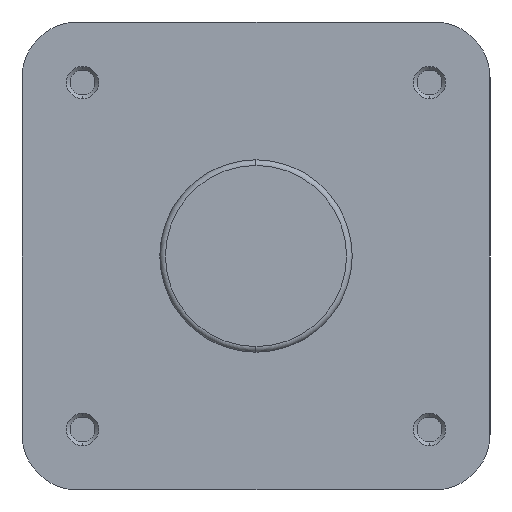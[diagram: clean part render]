
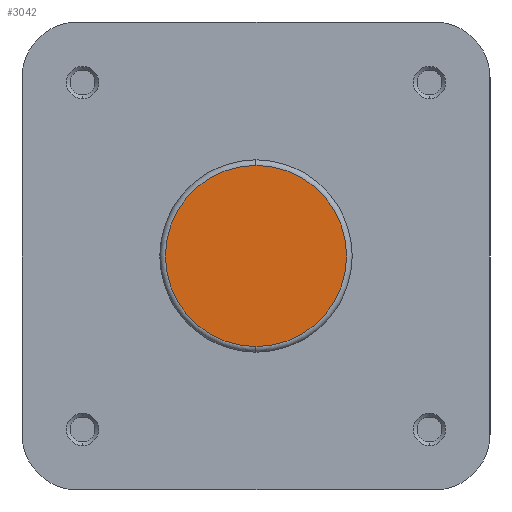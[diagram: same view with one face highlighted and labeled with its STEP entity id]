
A CAD part, left-side view. The second image highlights one B-rep face of the part: STEP entity #3042.
In plain terms, the highlighted planar face has unit normal (-1, 0, 0).
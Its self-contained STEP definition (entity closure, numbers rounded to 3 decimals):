
#192 = FACE_OUTER_BOUND ( 'NONE', #6259, .T. ) ;
#1150 = CARTESIAN_POINT ( 'NONE',  ( 0., 0., 0. ) ) ;
#1156 = DIRECTION ( 'NONE',  ( -1., 0., 0. ) ) ;
#1157 = DIRECTION ( 'NONE',  ( 0., 0., -1. ) ) ;
#1289 = CARTESIAN_POINT ( 'NONE',  ( 0., 0., 0. ) ) ;
#1294 = DIRECTION ( 'NONE',  ( -1., 0., 0. ) ) ;
#1295 = DIRECTION ( 'NONE',  ( 0., 0., -1. ) ) ;
#1492 = CARTESIAN_POINT ( 'NONE',  ( 0., 0., -24.4 ) ) ;
#2417 = ORIENTED_EDGE ( 'NONE', *, *, #3968, .T. ) ;
#2498 = ORIENTED_EDGE ( 'NONE', *, *, #3917, .T. ) ;
#2586 = CIRCLE ( 'NONE', #4454, 24.4 ) ;
#2656 = CIRCLE ( 'NONE', #4488, 24.4 ) ;
#3042 = ADVANCED_FACE ( 'NONE', ( #192 ), #6199, .F. ) ;
#3614 = VERTEX_POINT ( 'NONE', #5321 ) ;
#3917 = EDGE_CURVE ( 'NONE', #3614, #4568, #2586, .T. ) ;
#3968 = EDGE_CURVE ( 'NONE', #4568, #3614, #2656, .T. ) ;
#4029 = AXIS2_PLACEMENT_3D ( 'NONE', #6119, #5947, #6083 ) ;
#4454 = AXIS2_PLACEMENT_3D ( 'NONE', #1150, #1156, #1157 ) ;
#4488 = AXIS2_PLACEMENT_3D ( 'NONE', #1289, #1294, #1295 ) ;
#4568 = VERTEX_POINT ( 'NONE', #1492 ) ;
#5321 = CARTESIAN_POINT ( 'NONE',  ( 0., 0., 24.4 ) ) ;
#5947 = DIRECTION ( 'NONE',  ( 1., 0., 0. ) ) ;
#6083 = DIRECTION ( 'NONE',  ( 0., 0., -1. ) ) ;
#6119 = CARTESIAN_POINT ( 'NONE',  ( 0., 0., 0. ) ) ;
#6199 = PLANE ( 'NONE',  #4029 ) ;
#6259 = EDGE_LOOP ( 'NONE', ( #2417, #2498 ) ) ;
